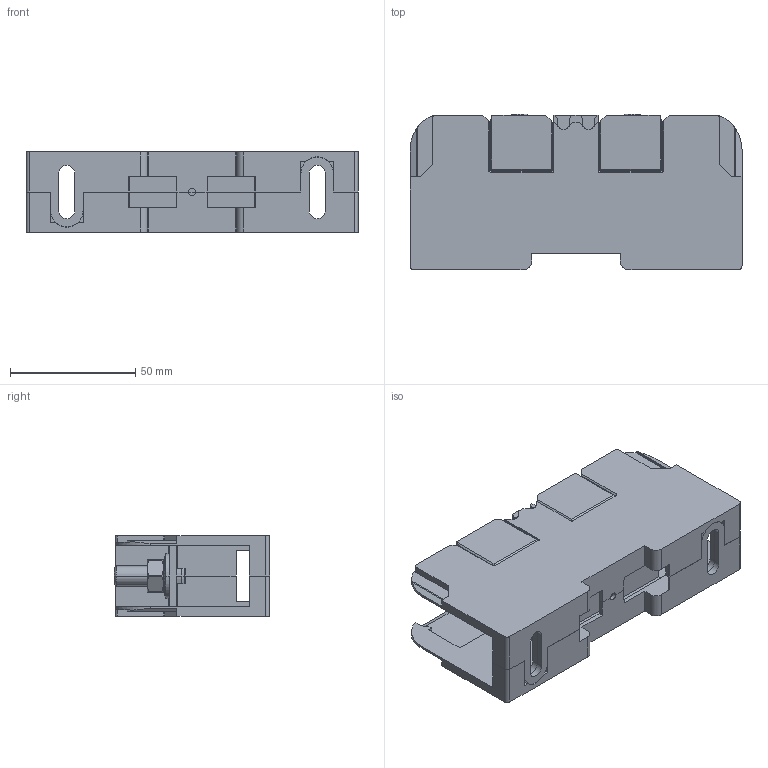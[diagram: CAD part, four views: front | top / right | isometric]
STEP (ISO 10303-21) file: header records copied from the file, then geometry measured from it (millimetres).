
FILE_DESCRIPTION((''),'2;1');
FILE_NAME('HSKG700_STEP_ASM','2013-10-25T',('Martin Stollburges'),(''),'PRO/ENGINEER BY PARAMETRIC TECHNOLOGY CORPORATION, 2013130','PRO/ENGINEER BY PARAMETRIC TECHNOLOGY CORPORATION, 2013130','');
FILE_SCHEMA(('CONFIG_CONTROL_DESIGN'));
Length unit declared in the file: millimetre
Products named in the file (6): HSKG700_SKEL; HSKG700_STS; SM80X25_RI; COMBY_M8-C; HSKG700_ISO_STEP; HSKG700_STEP_ASM
Assembly tree (8 placements, depth 2):
  HSKG700_STEP_ASM
    HSKG700_SKEL
    HSKG700_STS
    SM80X25_RI  x2
    COMBY_M8-C  x2
    HSKG700_ISO_STEP  x2
Bounding box: 132.5 x 62 x 32 mm (x, y, z)
Volume: 117214.2 mm3; surface area: 56946.8 mm2
Topology: 7 solids, 7 shells, 1324 faces, 3628 edges, 2392 vertices
Faces by surface type: plane 888, cylinder 304, cone 112, torus 12, bspline 8
Entity records: 22360 total; most frequent: CARTESIAN_POINT 5446, ORIENTED_EDGE 3652, DIRECTION 3272, EDGE_CURVE 1826, VERTEX_POINT 1204, VECTOR 1202, LINE 1202, AXIS2_PLACEMENT_3D 1035
